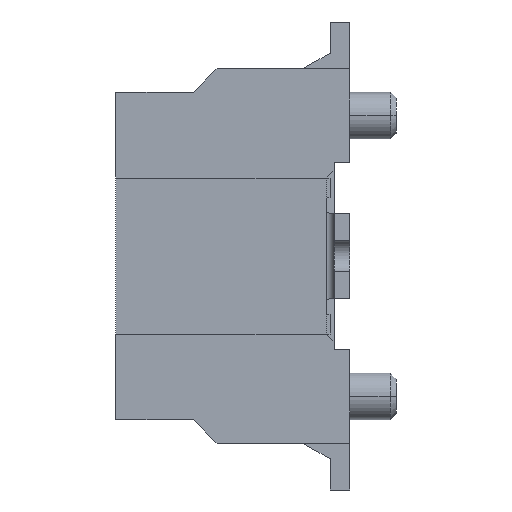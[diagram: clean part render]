
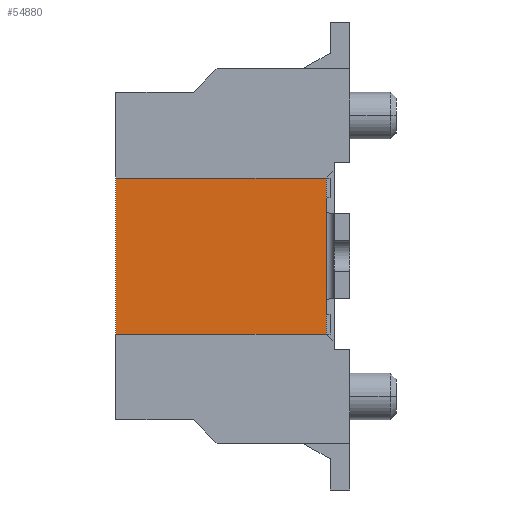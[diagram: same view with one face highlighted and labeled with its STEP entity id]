
A CAD part, left-side view. The second image highlights one B-rep face of the part: STEP entity #54880.
In plain terms, the highlighted planar face has unit normal (-1, 0, 0).
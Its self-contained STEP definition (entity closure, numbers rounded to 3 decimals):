
#50663=DIRECTION('',(0.,0.,-1.));
#50664=VECTOR('',#50663,2.);
#50665=CARTESIAN_POINT('',(0.75,0.9,-2.));
#50666=LINE('',#50665,#50664);
#50667=DIRECTION('',(0.,0.,1.));
#50668=VECTOR('',#50667,2.);
#50669=CARTESIAN_POINT('',(0.75,3.6,-4.));
#50670=LINE('',#50669,#50668);
#50683=DIRECTION('',(0.,-1.,0.));
#50684=VECTOR('',#50683,2.7);
#50685=CARTESIAN_POINT('',(0.75,3.6,-4.));
#50686=LINE('',#50685,#50684);
#50687=DIRECTION('',(0.,1.,0.));
#50688=VECTOR('',#50687,2.7);
#50689=CARTESIAN_POINT('',(0.75,0.9,-2.));
#50690=LINE('',#50689,#50688);
#52600=CARTESIAN_POINT('',(0.75,3.6,-4.));
#52602=VERTEX_POINT('',#52600);
#52775=CARTESIAN_POINT('',(0.75,0.9,-4.));
#52776=VERTEX_POINT('',#52775);
#52777=CARTESIAN_POINT('',(0.75,0.9,-2.));
#52778=VERTEX_POINT('',#52777);
#52779=CARTESIAN_POINT('',(0.75,3.6,-2.));
#52780=VERTEX_POINT('',#52779);
#54867=CARTESIAN_POINT('',(0.75,2.25,-3.));
#54868=DIRECTION('',(1.,0.,0.));
#54869=DIRECTION('',(0.,0.,-1.));
#54870=AXIS2_PLACEMENT_3D('',#54867,#54868,#54869);
#54871=PLANE('',#54870);
#54872=ORIENTED_EDGE('',*,*,#54860,.T.);
#54874=ORIENTED_EDGE('',*,*,#54873,.F.);
#54875=ORIENTED_EDGE('',*,*,#54244,.T.);
#54877=ORIENTED_EDGE('',*,*,#54876,.F.);
#54878=EDGE_LOOP('',(#54872,#54874,#54875,#54877));
#54879=FACE_OUTER_BOUND('',#54878,.F.);
#54880=ADVANCED_FACE('',(#54879),#54871,.F.);
#54244=EDGE_CURVE('',#52602,#52780,#50670,.T.);
#54860=EDGE_CURVE('',#52778,#52776,#50666,.T.);
#54873=EDGE_CURVE('',#52602,#52776,#50686,.T.);
#54876=EDGE_CURVE('',#52778,#52780,#50690,.T.);
